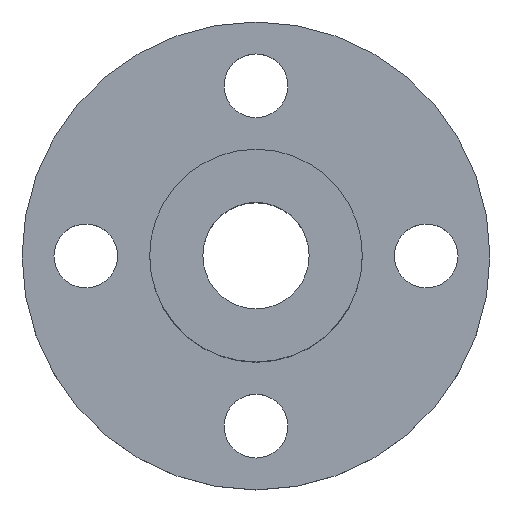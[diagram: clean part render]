
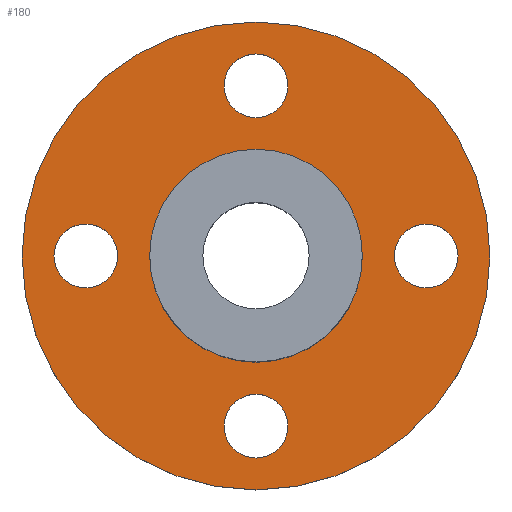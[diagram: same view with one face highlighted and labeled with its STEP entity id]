
A CAD part, top view. The second image highlights one B-rep face of the part: STEP entity #180.
In plain terms, the highlighted planar face has unit normal (0, 0, 1).
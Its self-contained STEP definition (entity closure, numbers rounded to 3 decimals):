
#16=FACE_BOUND('',#49,.T.);
#17=FACE_BOUND('',#50,.T.);
#18=FACE_BOUND('',#51,.T.);
#19=FACE_BOUND('',#52,.T.);
#20=FACE_BOUND('',#53,.T.);
#27=PLANE('',#218);
#37=FACE_OUTER_BOUND('',#48,.T.);
#48=EDGE_LOOP('',(#153));
#49=EDGE_LOOP('',(#154));
#50=EDGE_LOOP('',(#155));
#51=EDGE_LOOP('',(#156));
#52=EDGE_LOOP('',(#157));
#53=EDGE_LOOP('',(#158));
#75=CIRCLE('',#198,5.);
#78=CIRCLE('',#204,1.5);
#80=CIRCLE('',#207,1.5);
#82=CIRCLE('',#210,1.5);
#84=CIRCLE('',#213,1.5);
#86=CIRCLE('',#216,11.);
#89=VERTEX_POINT('',#281);
#92=VERTEX_POINT('',#292);
#94=VERTEX_POINT('',#298);
#96=VERTEX_POINT('',#304);
#98=VERTEX_POINT('',#310);
#100=VERTEX_POINT('',#316);
#104=EDGE_CURVE('',#89,#89,#75,.T.);
#108=EDGE_CURVE('',#92,#92,#78,.T.);
#111=EDGE_CURVE('',#94,#94,#80,.T.);
#114=EDGE_CURVE('',#96,#96,#82,.T.);
#117=EDGE_CURVE('',#98,#98,#84,.T.);
#120=EDGE_CURVE('',#100,#100,#86,.T.);
#153=ORIENTED_EDGE('',*,*,#120,.T.);
#154=ORIENTED_EDGE('',*,*,#104,.T.);
#155=ORIENTED_EDGE('',*,*,#117,.T.);
#156=ORIENTED_EDGE('',*,*,#114,.T.);
#157=ORIENTED_EDGE('',*,*,#111,.T.);
#158=ORIENTED_EDGE('',*,*,#108,.T.);
#180=ADVANCED_FACE('',(#37,#16,#17,#18,#19,#20),#27,.T.);
#198=AXIS2_PLACEMENT_3D('',#283,#227,#228);
#204=AXIS2_PLACEMENT_3D('',#293,#240,#241);
#207=AXIS2_PLACEMENT_3D('',#299,#247,#248);
#210=AXIS2_PLACEMENT_3D('',#305,#254,#255);
#213=AXIS2_PLACEMENT_3D('',#311,#261,#262);
#216=AXIS2_PLACEMENT_3D('',#317,#268,#269);
#218=AXIS2_PLACEMENT_3D('',#321,#273,#274);
#227=DIRECTION('center_axis',(0.,0.,-1.));
#228=DIRECTION('ref_axis',(-1.,0.,0.));
#240=DIRECTION('center_axis',(0.,0.,-1.));
#241=DIRECTION('ref_axis',(1.,0.,0.));
#247=DIRECTION('center_axis',(0.,0.,-1.));
#248=DIRECTION('ref_axis',(-1.,0.,0.));
#254=DIRECTION('center_axis',(0.,0.,-1.));
#255=DIRECTION('ref_axis',(1.,0.,0.));
#261=DIRECTION('center_axis',(0.,0.,-1.));
#262=DIRECTION('ref_axis',(0.,1.,0.));
#268=DIRECTION('center_axis',(0.,0.,1.));
#269=DIRECTION('ref_axis',(1.,0.,0.));
#273=DIRECTION('center_axis',(0.,0.,1.));
#274=DIRECTION('ref_axis',(1.,0.,0.));
#281=CARTESIAN_POINT('',(5.,0.,2.));
#283=CARTESIAN_POINT('Origin',(0.,0.,2.));
#292=CARTESIAN_POINT('',(6.5,0.,2.));
#293=CARTESIAN_POINT('Origin',(8.,0.,2.));
#298=CARTESIAN_POINT('',(1.5,-8.,2.));
#299=CARTESIAN_POINT('Origin',(0.,-8.,2.));
#304=CARTESIAN_POINT('',(-1.5,8.,2.));
#305=CARTESIAN_POINT('Origin',(0.,8.,2.));
#310=CARTESIAN_POINT('',(-8.,-1.5,2.));
#311=CARTESIAN_POINT('Origin',(-8.,0.,2.));
#316=CARTESIAN_POINT('',(-11.,0.,2.));
#317=CARTESIAN_POINT('Origin',(0.,0.,2.));
#321=CARTESIAN_POINT('Origin',(0.,0.,2.));
